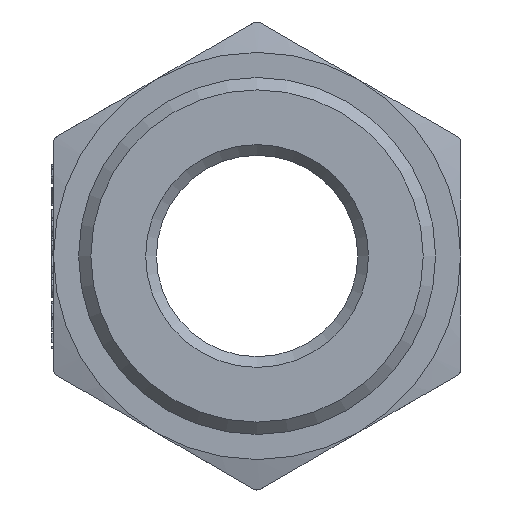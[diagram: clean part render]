
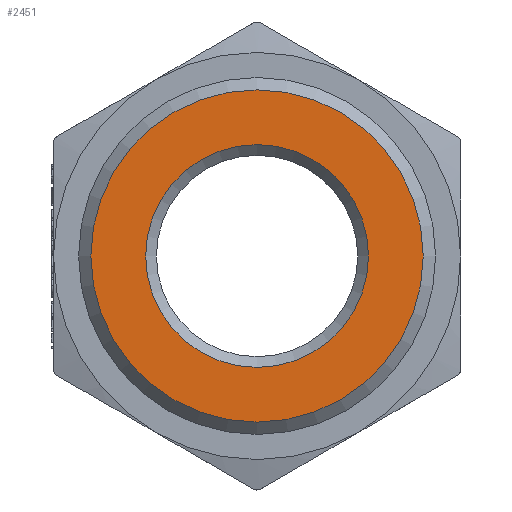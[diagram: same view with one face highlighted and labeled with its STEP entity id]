
A CAD part, left-side view. The second image highlights one B-rep face of the part: STEP entity #2451.
In plain terms, the highlighted planar face has unit normal (-1, 0, 0).
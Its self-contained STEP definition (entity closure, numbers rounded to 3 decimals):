
#1731 = ORIENTED_EDGE ( 'NONE', *, *, #8815, .F. ) ;
#1868 = CARTESIAN_POINT ( 'NONE',  ( -14., 0., 5.2 ) ) ;
#1882 = CARTESIAN_POINT ( 'NONE',  ( -14., 0., 7.756 ) ) ;
#1975 = ORIENTED_EDGE ( 'NONE', *, *, #8957, .F. ) ;
#2175 = CIRCLE ( 'NONE', #5766, 5.2 ) ;
#2451 = ADVANCED_FACE ( 'NONE', ( #5655, #5663 ), #2767, .T. ) ;
#2757 = DIRECTION ( 'NONE',  ( -1., 0., 0. ) ) ;
#2758 = CARTESIAN_POINT ( 'NONE',  ( -14., 0., -8.331 ) ) ;
#2767 = PLANE ( 'NONE',  #13847 ) ;
#2939 = DIRECTION ( 'NONE',  ( 0., 0., 1. ) ) ;
#4022 = EDGE_LOOP ( 'NONE', ( #1975 ) ) ;
#4056 = EDGE_LOOP ( 'NONE', ( #1731 ) ) ;
#4741 = VERTEX_POINT ( 'NONE', #1868 ) ;
#4830 = VERTEX_POINT ( 'NONE', #1882 ) ;
#5482 = AXIS2_PLACEMENT_3D ( 'NONE', #8363, #8361, #8360 ) ;
#5655 = FACE_OUTER_BOUND ( 'NONE', #4022, .T. ) ;
#5663 = FACE_BOUND ( 'NONE', #4056, .T. ) ;
#5766 = AXIS2_PLACEMENT_3D ( 'NONE', #5901, #6013, #5839 ) ;
#5839 = DIRECTION ( 'NONE',  ( 0., 0., 1. ) ) ;
#5901 = CARTESIAN_POINT ( 'NONE',  ( -14., 0., 0. ) ) ;
#6013 = DIRECTION ( 'NONE',  ( -1., 0., 0. ) ) ;
#8360 = DIRECTION ( 'NONE',  ( 0., 0., 1. ) ) ;
#8361 = DIRECTION ( 'NONE',  ( 1., 0., 0. ) ) ;
#8363 = CARTESIAN_POINT ( 'NONE',  ( -14., 0., 0. ) ) ;
#8815 = EDGE_CURVE ( 'NONE', #4741, #4741, #2175, .T. ) ;
#8957 = EDGE_CURVE ( 'NONE', #4830, #4830, #12501, .T. ) ;
#12501 = CIRCLE ( 'NONE', #5482, 7.756 ) ;
#13847 = AXIS2_PLACEMENT_3D ( 'NONE', #2758, #2757, #2939 ) ;
